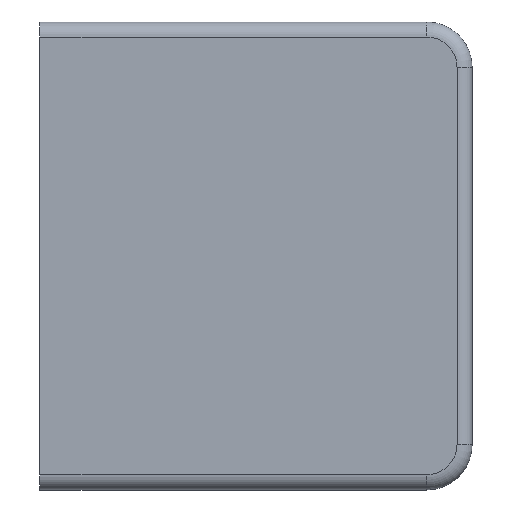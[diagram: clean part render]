
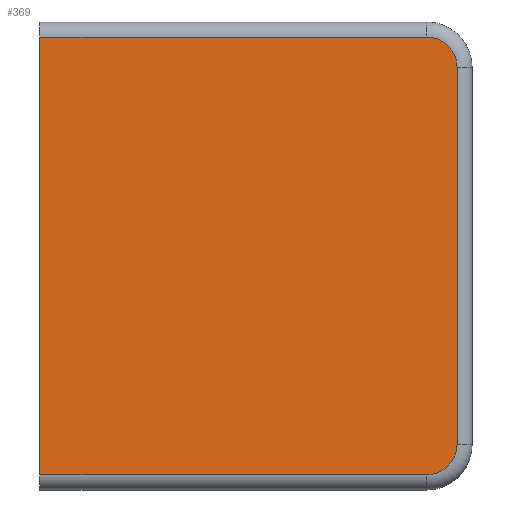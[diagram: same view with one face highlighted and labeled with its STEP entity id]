
A CAD part, top view. The second image highlights one B-rep face of the part: STEP entity #369.
In plain terms, the highlighted planar face has unit normal (0, 0, 1).
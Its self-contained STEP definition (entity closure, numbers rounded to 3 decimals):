
#17=PLANE('',#426);
#42=FACE_OUTER_BOUND('',#65,.T.);
#65=EDGE_LOOP('',(#292,#293,#294,#295,#296,#297));
#86=LINE('',#602,#118);
#87=LINE('',#613,#119);
#89=LINE('',#625,#121);
#91=LINE('',#628,#123);
#118=VECTOR('',#486,10.);
#119=VECTOR('',#499,10.);
#121=VECTOR('',#513,10.);
#123=VECTOR('',#517,10.);
#155=CIRCLE('',#416,2.);
#159=CIRCLE('',#422,2.);
#174=VERTEX_POINT('',#595);
#177=VERTEX_POINT('',#600);
#179=VERTEX_POINT('',#605);
#181=VERTEX_POINT('',#611);
#183=VERTEX_POINT('',#617);
#185=VERTEX_POINT('',#623);
#214=EDGE_CURVE('',#177,#174,#86,.T.);
#216=EDGE_CURVE('',#179,#177,#155,.T.);
#219=EDGE_CURVE('',#181,#179,#87,.T.);
#222=EDGE_CURVE('',#183,#181,#159,.T.);
#225=EDGE_CURVE('',#185,#183,#89,.T.);
#227=EDGE_CURVE('',#185,#174,#91,.T.);
#292=ORIENTED_EDGE('',*,*,#214,.F.);
#293=ORIENTED_EDGE('',*,*,#216,.F.);
#294=ORIENTED_EDGE('',*,*,#219,.F.);
#295=ORIENTED_EDGE('',*,*,#222,.F.);
#296=ORIENTED_EDGE('',*,*,#225,.F.);
#297=ORIENTED_EDGE('',*,*,#227,.T.);
#369=ADVANCED_FACE('',(#42),#17,.T.);
#416=AXIS2_PLACEMENT_3D('',#607,#491,#492);
#422=AXIS2_PLACEMENT_3D('',#619,#505,#506);
#426=AXIS2_PLACEMENT_3D('',#627,#515,#516);
#486=DIRECTION('',(-1.,0.,0.));
#491=DIRECTION('center_axis',(0.,0.,-1.));
#492=DIRECTION('ref_axis',(0.707,-0.707,0.));
#499=DIRECTION('',(0.,-1.,0.));
#505=DIRECTION('center_axis',(0.,0.,-1.));
#506=DIRECTION('ref_axis',(0.707,0.707,0.));
#513=DIRECTION('',(1.,0.,0.));
#515=DIRECTION('center_axis',(0.,0.,1.));
#516=DIRECTION('ref_axis',(1.,0.,0.));
#517=DIRECTION('',(0.,-1.,0.));
#595=CARTESIAN_POINT('',(0.36,-28.,9.));
#600=CARTESIAN_POINT('',(26.,-28.,9.));
#602=CARTESIAN_POINT('',(6.75,-28.,9.));
#605=CARTESIAN_POINT('',(28.,-26.,9.));
#607=CARTESIAN_POINT('Origin',(26.,-26.,9.));
#611=CARTESIAN_POINT('',(28.,-1.,9.));
#613=CARTESIAN_POINT('',(28.,-20.25,9.));
#617=CARTESIAN_POINT('',(26.,1.,9.));
#619=CARTESIAN_POINT('Origin',(26.,-1.,9.));
#623=CARTESIAN_POINT('',(0.36,1.,9.));
#625=CARTESIAN_POINT('',(20.25,1.,9.));
#627=CARTESIAN_POINT('Origin',(13.5,-13.5,9.));
#628=CARTESIAN_POINT('',(0.36,-6.75,9.));
